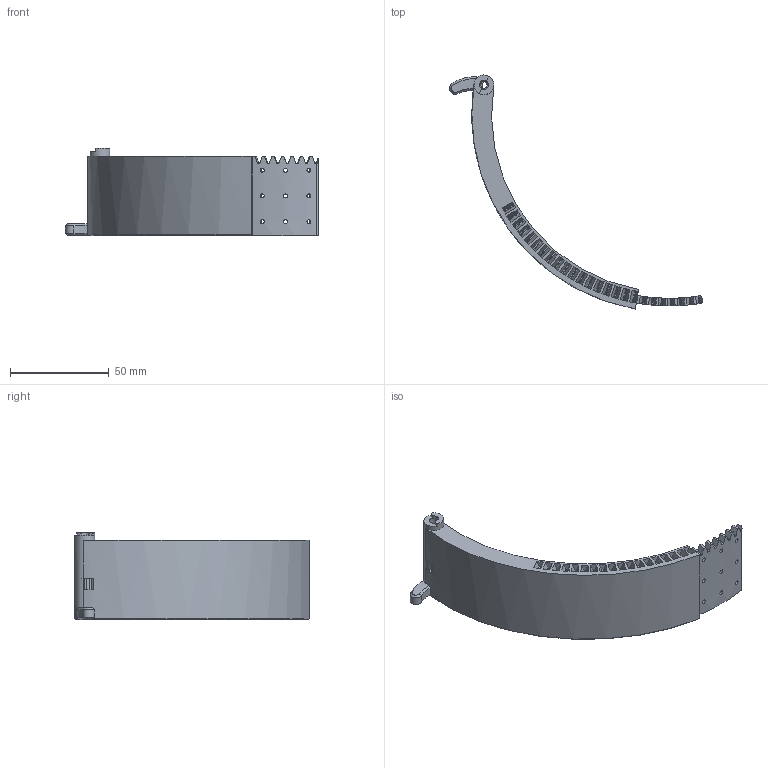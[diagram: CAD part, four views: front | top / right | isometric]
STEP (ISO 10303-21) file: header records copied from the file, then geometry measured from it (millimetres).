
FILE_DESCRIPTION(('FreeCAD Model'),'2;1');
FILE_NAME('Open CASCADE Shape Model','2024-11-10T00:24:55',('Author'),( ''),'Open CASCADE STEP processor 7.7','FreeCAD','Unknown');
FILE_SCHEMA(('AUTOMOTIVE_DESIGN { 1 0 10303 214 1 1 1 1 }'));
Length unit declared in the file: millimetre
Products named in the file (1): 2-rotor-segmented-in-two--part-1
Bounding box: 127.94 x 118.34 x 44 mm (x, y, z)
Volume: 64522 mm3; surface area: 21701.4 mm2
Topology: 1 solids, 1 shells, 320 faces, 856 edges, 573 vertices
Faces by surface type: plane 157, cone 62, bspline 55, cylinder 46
Full cylindrical faces by diameter (mm): 2 x6, 3.4 x2, 4.6 x2, 10 x1
Entity records: 11208 total; most frequent: CARTESIAN_POINT 3566, ORIENTED_EDGE 1712, DIRECTION 1364, EDGE_CURVE 856, VERTEX_POINT 573, AXIS2_PLACEMENT_3D 508, FACE_BOUND 379, EDGE_LOOP 379
